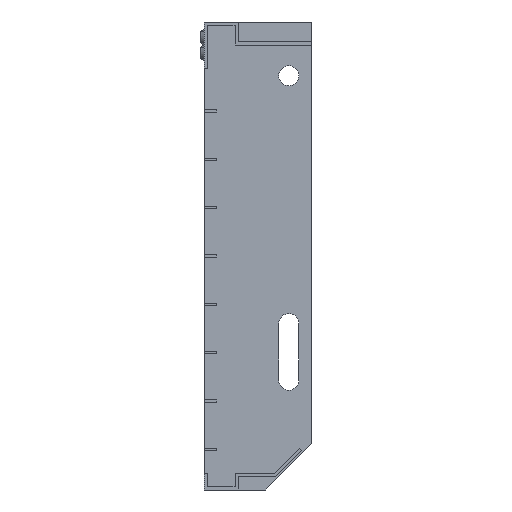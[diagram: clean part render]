
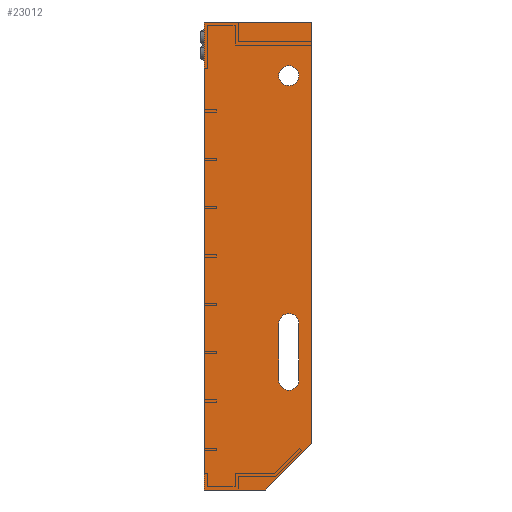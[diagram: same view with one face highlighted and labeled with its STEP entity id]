
A CAD part, left-side view. The second image highlights one B-rep face of the part: STEP entity #23012.
In plain terms, the highlighted planar face has unit normal (-1, 0, 0).
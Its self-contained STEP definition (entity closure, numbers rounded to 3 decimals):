
#613 = LINE ( 'NONE', #14044, #38073 ) ;
#740 = DIRECTION ( 'NONE',  ( 0., 0., -1. ) ) ;
#933 = VERTEX_POINT ( 'NONE', #10307 ) ;
#1371 = FACE_OUTER_BOUND ( 'NONE', #34557, .T. ) ;
#2391 = AXIS2_PLACEMENT_3D ( 'NONE', #33735, #40386, #12134 ) ;
#2933 = CARTESIAN_POINT ( 'NONE',  ( -650., 70., -305. ) ) ;
#3322 = VECTOR ( 'NONE', #6372, 1000. ) ;
#3495 = DIRECTION ( 'NONE',  ( 0., 0., -1. ) ) ;
#3703 = VERTEX_POINT ( 'NONE', #35438 ) ;
#4688 = ORIENTED_EDGE ( 'NONE', *, *, #10042, .T. ) ;
#4694 = DIRECTION ( 'NONE',  ( 0., 0., 1. ) ) ;
#5232 = CARTESIAN_POINT ( 'NONE',  ( -650., 0., 0. ) ) ;
#5484 = CIRCLE ( 'NONE', #2391, 6.5 ) ;
#5879 = CARTESIAN_POINT ( 'NONE',  ( -650., 30., -305. ) ) ;
#6275 = DIRECTION ( 'NONE',  ( 0., 0., -1. ) ) ;
#6372 = DIRECTION ( 'NONE',  ( 0., 1., 0. ) ) ;
#6882 = AXIS2_PLACEMENT_3D ( 'NONE', #31668, #16118, #3495 ) ;
#6906 = ORIENTED_EDGE ( 'NONE', *, *, #16776, .T. ) ;
#7464 = VECTOR ( 'NONE', #8366, 1000. ) ;
#7879 = VERTEX_POINT ( 'NONE', #10023 ) ;
#7964 = AXIS2_PLACEMENT_3D ( 'NONE', #38199, #34739, #6275 ) ;
#8366 = DIRECTION ( 'NONE',  ( 0., 0., -1. ) ) ;
#8420 = VERTEX_POINT ( 'NONE', #23018 ) ;
#8638 = LINE ( 'NONE', #12113, #14981 ) ;
#9988 = CIRCLE ( 'NONE', #15419, 6.5 ) ;
#10023 = CARTESIAN_POINT ( 'NONE',  ( -650., 21.5, -196.5 ) ) ;
#10042 = EDGE_CURVE ( 'NONE', #3703, #8420, #9988, .T. ) ;
#10063 = DIRECTION ( 'NONE',  ( 0., 0.707, -0.707 ) ) ;
#10151 = EDGE_CURVE ( 'NONE', #8420, #30256, #27200, .T. ) ;
#10307 = CARTESIAN_POINT ( 'NONE',  ( -650., 8.5, -196.5 ) ) ;
#10995 = VERTEX_POINT ( 'NONE', #28391 ) ;
#11082 = EDGE_CURVE ( 'NONE', #25807, #21808, #24534, .T. ) ;
#11260 = ORIENTED_EDGE ( 'NONE', *, *, #17443, .T. ) ;
#11720 = FACE_BOUND ( 'NONE', #29496, .T. ) ;
#11873 = ORIENTED_EDGE ( 'NONE', *, *, #19189, .T. ) ;
#11955 = CIRCLE ( 'NONE', #7964, 6.5 ) ;
#12113 = CARTESIAN_POINT ( 'NONE',  ( -650., 70., 0. ) ) ;
#12134 = DIRECTION ( 'NONE',  ( 0., 0., -1. ) ) ;
#13050 = EDGE_CURVE ( 'NONE', #10995, #16883, #8638, .T. ) ;
#14044 = CARTESIAN_POINT ( 'NONE',  ( -650., 30., -305. ) ) ;
#14701 = CARTESIAN_POINT ( 'NONE',  ( -650., 15., -28.5 ) ) ;
#14715 = CARTESIAN_POINT ( 'NONE',  ( -650., 15., -233.5 ) ) ;
#14981 = VECTOR ( 'NONE', #38258, 1000. ) ;
#15419 = AXIS2_PLACEMENT_3D ( 'NONE', #18154, #37040, #27790 ) ;
#16118 = DIRECTION ( 'NONE',  ( 1., 0., 0. ) ) ;
#16776 = EDGE_CURVE ( 'NONE', #933, #3703, #29582, .T. ) ;
#16793 = CARTESIAN_POINT ( 'NONE',  ( -650., 0., 0. ) ) ;
#16883 = VERTEX_POINT ( 'NONE', #25130 ) ;
#16966 = ORIENTED_EDGE ( 'NONE', *, *, #29038, .T. ) ;
#17443 = EDGE_CURVE ( 'NONE', #30256, #7879, #31987, .T. ) ;
#17602 = DIRECTION ( 'NONE',  ( 0., 0., 1. ) ) ;
#17615 = ORIENTED_EDGE ( 'NONE', *, *, #29151, .F. ) ;
#18057 = LINE ( 'NONE', #2933, #3322 ) ;
#18131 = VERTEX_POINT ( 'NONE', #5879 ) ;
#18154 = CARTESIAN_POINT ( 'NONE',  ( -650., 15., -233.5 ) ) ;
#19189 = EDGE_CURVE ( 'NONE', #25784, #40788, #11955, .T. ) ;
#20763 = DIRECTION ( 'NONE',  ( 1., 0., 0. ) ) ;
#21014 = EDGE_LOOP ( 'NONE', ( #6906, #4688, #39795, #11260, #16966 ) ) ;
#21789 = EDGE_CURVE ( 'NONE', #16883, #25807, #32485, .T. ) ;
#21808 = VERTEX_POINT ( 'NONE', #23001 ) ;
#22333 = CARTESIAN_POINT ( 'NONE',  ( -650., 15., -41.5 ) ) ;
#23001 = CARTESIAN_POINT ( 'NONE',  ( -650., 0., -275. ) ) ;
#23012 = ADVANCED_FACE ( 'NONE', ( #28459, #11720, #1371 ), #26184, .F. ) ;
#23018 = CARTESIAN_POINT ( 'NONE',  ( -650., 15., -240. ) ) ;
#24055 = ORIENTED_EDGE ( 'NONE', *, *, #13050, .F. ) ;
#24072 = CARTESIAN_POINT ( 'NONE',  ( -650., 21.5, -233.5 ) ) ;
#24106 = DIRECTION ( 'NONE',  ( 0., 0., -1. ) ) ;
#24534 = LINE ( 'NONE', #38727, #36327 ) ;
#25066 = CARTESIAN_POINT ( 'NONE',  ( -650., 21.5, -233.5 ) ) ;
#25130 = CARTESIAN_POINT ( 'NONE',  ( -650., 70., 0. ) ) ;
#25403 = ORIENTED_EDGE ( 'NONE', *, *, #11082, .F. ) ;
#25765 = CARTESIAN_POINT ( 'NONE',  ( -650., 0., 0. ) ) ;
#25784 = VERTEX_POINT ( 'NONE', #14701 ) ;
#25807 = VERTEX_POINT ( 'NONE', #5232 ) ;
#25981 = AXIS2_PLACEMENT_3D ( 'NONE', #16793, #20763, #17602 ) ;
#26038 = DIRECTION ( 'NONE',  ( 0., -1., 0. ) ) ;
#26184 = PLANE ( 'NONE',  #25981 ) ;
#27200 = CIRCLE ( 'NONE', #28093, 6.5 ) ;
#27790 = DIRECTION ( 'NONE',  ( 0., 0., -1. ) ) ;
#28093 = AXIS2_PLACEMENT_3D ( 'NONE', #14715, #40367, #24106 ) ;
#28166 = ORIENTED_EDGE ( 'NONE', *, *, #29988, .T. ) ;
#28391 = CARTESIAN_POINT ( 'NONE',  ( -650., 70., -305. ) ) ;
#28459 = FACE_BOUND ( 'NONE', #21014, .T. ) ;
#29038 = EDGE_CURVE ( 'NONE', #7879, #933, #36058, .T. ) ;
#29151 = EDGE_CURVE ( 'NONE', #21808, #18131, #613, .T. ) ;
#29496 = EDGE_LOOP ( 'NONE', ( #28166, #11873 ) ) ;
#29582 = LINE ( 'NONE', #39487, #7464 ) ;
#29668 = ORIENTED_EDGE ( 'NONE', *, *, #33374, .F. ) ;
#29988 = EDGE_CURVE ( 'NONE', #40788, #25784, #5484, .T. ) ;
#30256 = VERTEX_POINT ( 'NONE', #25066 ) ;
#31668 = CARTESIAN_POINT ( 'NONE',  ( -650., 15., -196.5 ) ) ;
#31987 = LINE ( 'NONE', #24072, #32491 ) ;
#32485 = LINE ( 'NONE', #25765, #36919 ) ;
#32491 = VECTOR ( 'NONE', #4694, 1000. ) ;
#33374 = EDGE_CURVE ( 'NONE', #18131, #10995, #18057, .T. ) ;
#33735 = CARTESIAN_POINT ( 'NONE',  ( -650., 15., -35. ) ) ;
#34557 = EDGE_LOOP ( 'NONE', ( #25403, #38880, #24055, #29668, #17615 ) ) ;
#34739 = DIRECTION ( 'NONE',  ( 1., 0., 0. ) ) ;
#35438 = CARTESIAN_POINT ( 'NONE',  ( -650., 8.5, -233.5 ) ) ;
#36058 = CIRCLE ( 'NONE', #6882, 6.5 ) ;
#36327 = VECTOR ( 'NONE', #740, 1000. ) ;
#36919 = VECTOR ( 'NONE', #26038, 1000. ) ;
#37040 = DIRECTION ( 'NONE',  ( 1., 0., 0. ) ) ;
#38073 = VECTOR ( 'NONE', #10063, 1000. ) ;
#38199 = CARTESIAN_POINT ( 'NONE',  ( -650., 15., -35. ) ) ;
#38258 = DIRECTION ( 'NONE',  ( 0., 0., 1. ) ) ;
#38727 = CARTESIAN_POINT ( 'NONE',  ( -650., 0., -275. ) ) ;
#38880 = ORIENTED_EDGE ( 'NONE', *, *, #21789, .F. ) ;
#39487 = CARTESIAN_POINT ( 'NONE',  ( -650., 8.5, -196.5 ) ) ;
#39795 = ORIENTED_EDGE ( 'NONE', *, *, #10151, .T. ) ;
#40367 = DIRECTION ( 'NONE',  ( 1., 0., 0. ) ) ;
#40386 = DIRECTION ( 'NONE',  ( 1., 0., 0. ) ) ;
#40788 = VERTEX_POINT ( 'NONE', #22333 ) ;
